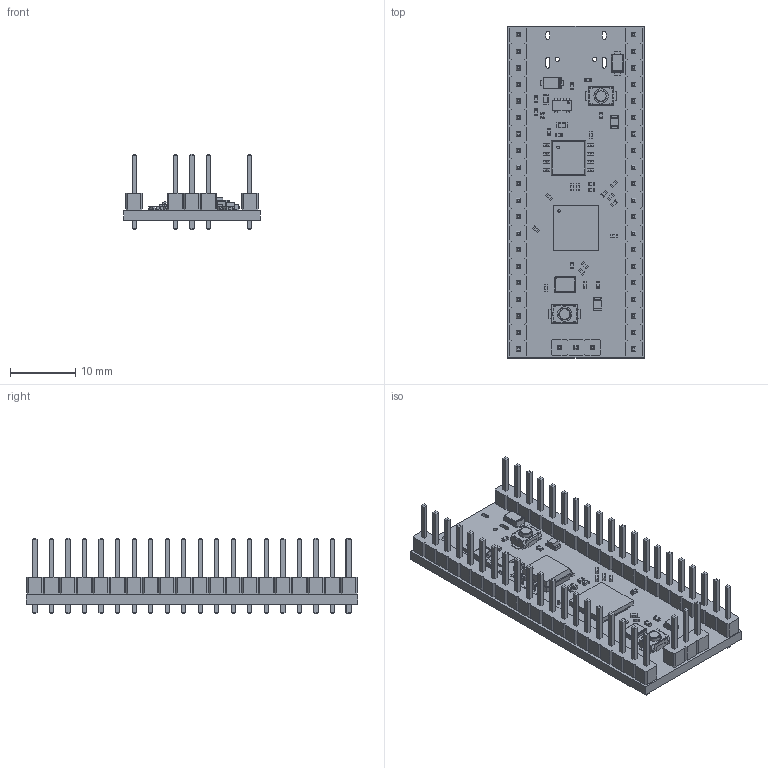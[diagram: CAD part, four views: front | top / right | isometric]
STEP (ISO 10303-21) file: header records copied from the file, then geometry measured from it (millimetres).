
FILE_DESCRIPTION(('KiCad electronic assembly'),'2;1');
FILE_NAME('Devboard.step','2026-02-16T09:24:33',('Pcbnew'),('Kicad'), 'Open CASCADE STEP processor 7.9','KiCad to STEP converter','Unknown' );
FILE_SCHEMA(('AUTOMOTIVE_DESIGN { 1 0 10303 214 1 1 1 1 }'));
Length unit declared in the file: millimetre
Products named in the file (14): Devboard 1; C_0402_1005Metric; SOD-123FL_L2.8-W1.8-LS3.8-RD; R_0402_1005Metric; PinHeader_1x03_P2.54mm_Vertical; C_0603_1608Metric; LED_0805_2012Metric; SOT-23-5_L3.0-W1.6-P0.95-LS2.8-BR; SW_Push_SPST_NO_Alps_SKRK; PinHeader_1x20_P2.54mm_Vertical; Crystal_SMD_3225-4Pin_3.2x2.5mm; QFN-56-1EP_7x7mm_P0.4mm_EP3.2x3.2mm; SOIC-8_5.3x5.3mm_P1.27mm; Devboard_PCB
Assembly tree (42 placements, depth 2):
  Devboard 1
    C_0402_1005Metric  x15
    SOD-123FL_L2.8-W1.8-LS3.8-RD  x2
    R_0402_1005Metric  x11
    PinHeader_1x03_P2.54mm_Vertical
    C_0603_1608Metric  x2
    LED_0805_2012Metric  x2
    SOT-23-5_L3.0-W1.6-P0.95-LS2.8-BR
    SW_Push_SPST_NO_Alps_SKRK  x2
    PinHeader_1x20_P2.54mm_Vertical  x2
    Crystal_SMD_3225-4Pin_3.2x2.5mm
    QFN-56-1EP_7x7mm_P0.4mm_EP3.2x3.2mm
    SOIC-8_5.3x5.3mm_P1.27mm
    Devboard_PCB
Bounding box: 21 x 51 x 11.54 mm (x, y, z)
Volume: 2570 mm3; surface area: 5204 mm2
Topology: 46 solids, 46 shells, 3425 faces, 8983 edges, 5803 vertices
Faces by surface type: plane 2717, cylinder 480, bspline 218, sphere 8, torus 2
Full cylindrical faces by diameter (mm): 0.4 x1, 0.65 x2, 1 x43, 1.8 x2, 2.2 x2
Entity records: 70578 total; most frequent: CARTESIAN_POINT 11992, ORIENTED_EDGE 9665, DIRECTION 8414, EDGE_CURVE 4829, LINE 4198, VECTOR 4198, VERTEX_POINT 3122, AXIS2_PLACEMENT_3D 2108
